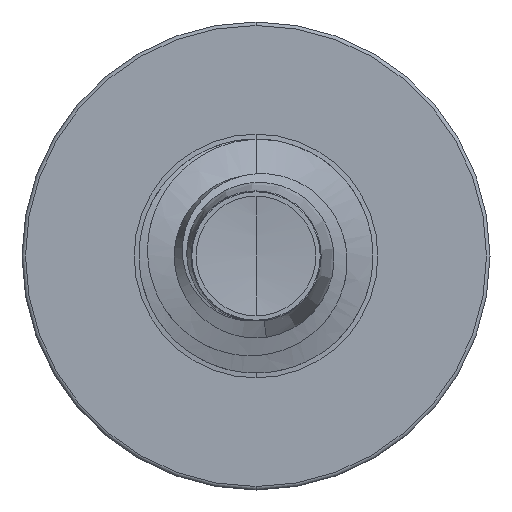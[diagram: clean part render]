
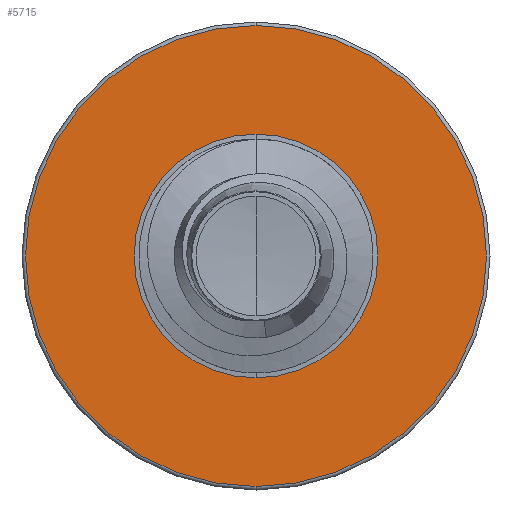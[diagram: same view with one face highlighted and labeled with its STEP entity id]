
A CAD part, front view. The second image highlights one B-rep face of the part: STEP entity #5715.
In plain terms, the highlighted planar face has unit normal (0, -1, 0).
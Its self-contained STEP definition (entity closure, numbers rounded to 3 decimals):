
#189 = EDGE_CURVE ( 'NONE', #11711, #8508, #1066, .T. ) ;
#274 = CIRCLE ( 'NONE', #4162, 2.955 ) ;
#1066 = CIRCLE ( 'NONE', #2608, 1.562 ) ;
#1067 = DIRECTION ( 'NONE',  ( 0., 0., 1. ) ) ;
#1162 = DIRECTION ( 'NONE',  ( 0., 1., 0. ) ) ;
#1309 = CARTESIAN_POINT ( 'NONE',  ( 0., 3.5, -1.562 ) ) ;
#1315 = EDGE_LOOP ( 'NONE', ( #10127, #11411 ) ) ;
#1745 = EDGE_CURVE ( 'NONE', #10675, #3543, #9430, .T. ) ;
#2028 = DIRECTION ( 'NONE',  ( 0., 0., 1. ) ) ;
#2032 = DIRECTION ( 'NONE',  ( 0., 1., 0. ) ) ;
#2039 = ORIENTED_EDGE ( 'NONE', *, *, #11731, .T. ) ;
#2049 = CARTESIAN_POINT ( 'NONE',  ( 0., 3.5, 0. ) ) ;
#2051 = AXIS2_PLACEMENT_3D ( 'NONE', #9873, #9815, #9807 ) ;
#2608 = AXIS2_PLACEMENT_3D ( 'NONE', #7133, #7107, #7104 ) ;
#2939 = PLANE ( 'NONE',  #11190 ) ;
#3428 = DIRECTION ( 'NONE',  ( 0., 0., 1. ) ) ;
#3470 = DIRECTION ( 'NONE',  ( 0., 1., 0. ) ) ;
#3488 = CARTESIAN_POINT ( 'NONE',  ( 0., 3.5, 0. ) ) ;
#3543 = VERTEX_POINT ( 'NONE', #5606 ) ;
#4162 = AXIS2_PLACEMENT_3D ( 'NONE', #2049, #2032, #2028 ) ;
#4223 = CARTESIAN_POINT ( 'NONE',  ( 0., 3.5, -1.562 ) ) ;
#4531 = CARTESIAN_POINT ( 'NONE',  ( 0., 3.5, 2.955 ) ) ;
#4739 = AXIS2_PLACEMENT_3D ( 'NONE', #3488, #3470, #3428 ) ;
#4888 = CARTESIAN_POINT ( 'NONE',  ( 0., 3.5, 1.562 ) ) ;
#5606 = CARTESIAN_POINT ( 'NONE',  ( 0., 3.5, -2.955 ) ) ;
#5641 = ORIENTED_EDGE ( 'NONE', *, *, #189, .T. ) ;
#5715 = ADVANCED_FACE ( 'NONE', ( #10728, #9152 ), #2939, .F. ) ;
#7104 = DIRECTION ( 'NONE',  ( 0., 0., 1. ) ) ;
#7107 = DIRECTION ( 'NONE',  ( 0., 1., 0. ) ) ;
#7133 = CARTESIAN_POINT ( 'NONE',  ( 0., 3.5, 0. ) ) ;
#7602 = CIRCLE ( 'NONE', #4739, 1.562 ) ;
#8508 = VERTEX_POINT ( 'NONE', #4888 ) ;
#9152 = FACE_BOUND ( 'NONE', #10162, .T. ) ;
#9430 = CIRCLE ( 'NONE', #2051, 2.955 ) ;
#9807 = DIRECTION ( 'NONE',  ( 0., 0., 1. ) ) ;
#9815 = DIRECTION ( 'NONE',  ( 0., 1., 0. ) ) ;
#9873 = CARTESIAN_POINT ( 'NONE',  ( 0., 3.5, 0. ) ) ;
#10127 = ORIENTED_EDGE ( 'NONE', *, *, #1745, .F. ) ;
#10162 = EDGE_LOOP ( 'NONE', ( #2039, #5641 ) ) ;
#10675 = VERTEX_POINT ( 'NONE', #4531 ) ;
#10728 = FACE_OUTER_BOUND ( 'NONE', #1315, .T. ) ;
#11190 = AXIS2_PLACEMENT_3D ( 'NONE', #1309, #1162, #1067 ) ;
#11411 = ORIENTED_EDGE ( 'NONE', *, *, #11564, .F. ) ;
#11564 = EDGE_CURVE ( 'NONE', #3543, #10675, #274, .T. ) ;
#11711 = VERTEX_POINT ( 'NONE', #4223 ) ;
#11731 = EDGE_CURVE ( 'NONE', #8508, #11711, #7602, .T. ) ;
